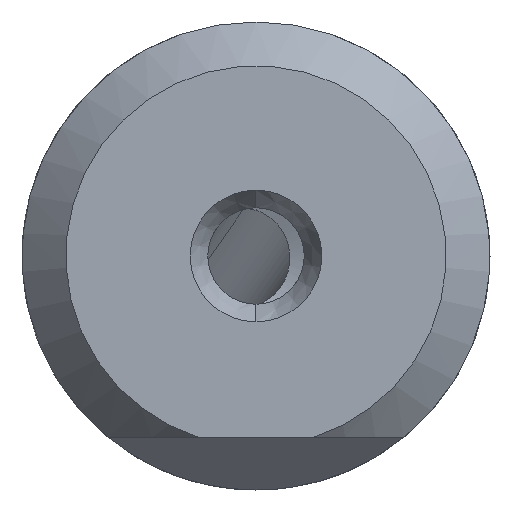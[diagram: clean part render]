
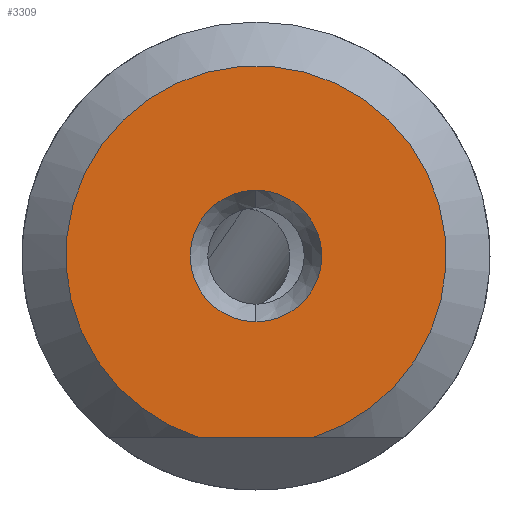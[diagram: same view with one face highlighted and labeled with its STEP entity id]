
A CAD part, left-side view. The second image highlights one B-rep face of the part: STEP entity #3309.
In plain terms, the highlighted planar face has unit normal (-1, 0, 0).
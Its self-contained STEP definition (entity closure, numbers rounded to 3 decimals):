
#161 = VERTEX_POINT ( 'NONE', #1989 ) ;
#167 = AXIS2_PLACEMENT_3D ( 'NONE', #478, #2451, #2755 ) ;
#191 = EDGE_LOOP ( 'NONE', ( #1011, #2019 ) ) ;
#343 = VERTEX_POINT ( 'NONE', #2132 ) ;
#442 = DIRECTION ( 'NONE',  ( -1., 0., 0. ) ) ;
#478 = CARTESIAN_POINT ( 'NONE',  ( 0., 0., 0. ) ) ;
#622 = CARTESIAN_POINT ( 'NONE',  ( 0., 0., 2.25 ) ) ;
#711 = VERTEX_POINT ( 'NONE', #1347 ) ;
#805 = DIRECTION ( 'NONE',  ( -1., 0., 0. ) ) ;
#830 = CIRCLE ( 'NONE', #1878, 6.5 ) ;
#975 = AXIS2_PLACEMENT_3D ( 'NONE', #3095, #1608, #2817 ) ;
#1011 = ORIENTED_EDGE ( 'NONE', *, *, #2542, .F. ) ;
#1086 = EDGE_CURVE ( 'NONE', #343, #711, #830, .T. ) ;
#1148 = DIRECTION ( 'NONE',  ( 0., -1., 0. ) ) ;
#1342 = FACE_BOUND ( 'NONE', #191, .T. ) ;
#1347 = CARTESIAN_POINT ( 'NONE',  ( 0., 1.952, -6.2 ) ) ;
#1393 = DIRECTION ( 'NONE',  ( 0., 0., 1. ) ) ;
#1540 = VERTEX_POINT ( 'NONE', #622 ) ;
#1608 = DIRECTION ( 'NONE',  ( 1., 0., 0. ) ) ;
#1609 = DIRECTION ( 'NONE',  ( 0., 0., 1. ) ) ;
#1806 = EDGE_CURVE ( 'NONE', #711, #343, #2191, .T. ) ;
#1814 = ORIENTED_EDGE ( 'NONE', *, *, #1086, .T. ) ;
#1878 = AXIS2_PLACEMENT_3D ( 'NONE', #1886, #442, #1609 ) ;
#1886 = CARTESIAN_POINT ( 'NONE',  ( 0., 0., 0. ) ) ;
#1989 = CARTESIAN_POINT ( 'NONE',  ( 0., 0., -2.25 ) ) ;
#2019 = ORIENTED_EDGE ( 'NONE', *, *, #2486, .F. ) ;
#2132 = CARTESIAN_POINT ( 'NONE',  ( 0., -1.952, -6.2 ) ) ;
#2191 = LINE ( 'NONE', #2324, #2665 ) ;
#2257 = CIRCLE ( 'NONE', #2437, 2.25 ) ;
#2324 = CARTESIAN_POINT ( 'NONE',  ( 0., 2.25, -6.2 ) ) ;
#2374 = CIRCLE ( 'NONE', #167, 2.25 ) ;
#2437 = AXIS2_PLACEMENT_3D ( 'NONE', #3415, #805, #1393 ) ;
#2451 = DIRECTION ( 'NONE',  ( -1., 0., 0. ) ) ;
#2486 = EDGE_CURVE ( 'NONE', #161, #1540, #2374, .T. ) ;
#2542 = EDGE_CURVE ( 'NONE', #1540, #161, #2257, .T. ) ;
#2545 = ORIENTED_EDGE ( 'NONE', *, *, #1806, .T. ) ;
#2665 = VECTOR ( 'NONE', #1148, 1000. ) ;
#2755 = DIRECTION ( 'NONE',  ( 0., 0., 1. ) ) ;
#2817 = DIRECTION ( 'NONE',  ( 0., 0., -1. ) ) ;
#3027 = EDGE_LOOP ( 'NONE', ( #1814, #2545 ) ) ;
#3095 = CARTESIAN_POINT ( 'NONE',  ( 0., 2.25, 0. ) ) ;
#3309 = ADVANCED_FACE ( 'NONE', ( #1342, #3659 ), #3379, .F. ) ;
#3379 = PLANE ( 'NONE',  #975 ) ;
#3415 = CARTESIAN_POINT ( 'NONE',  ( 0., 0., 0. ) ) ;
#3659 = FACE_OUTER_BOUND ( 'NONE', #3027, .T. ) ;
